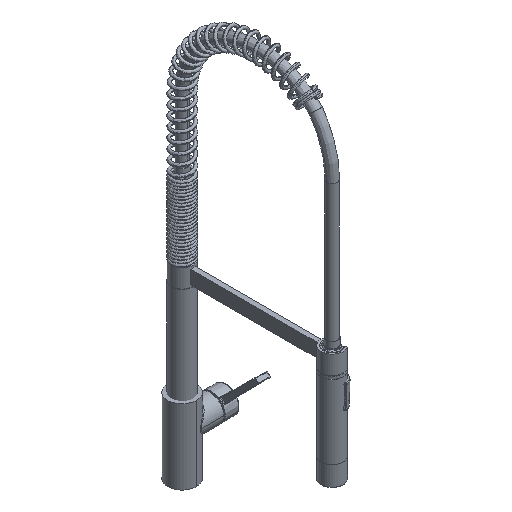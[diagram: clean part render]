
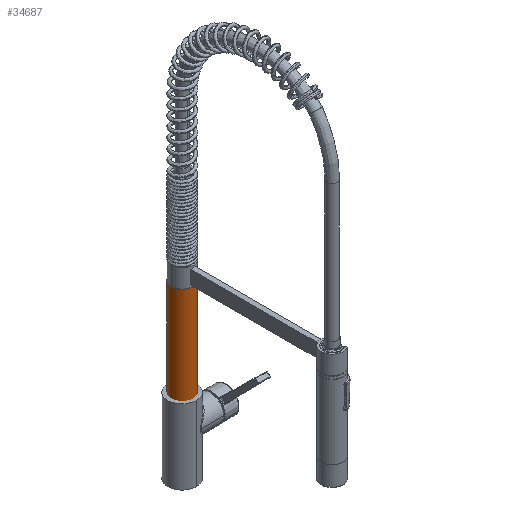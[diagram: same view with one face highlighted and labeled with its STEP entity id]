
A CAD part, isometric view. The second image highlights one B-rep face of the part: STEP entity #34687.
In plain terms, the highlighted cylindrical face has radius 17.4 mm (diameter 34.8 mm), a partial arc.
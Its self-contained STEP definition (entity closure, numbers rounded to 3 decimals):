
#960 = VERTEX_POINT ( 'NONE', #6756 ) ;
#3127 = CARTESIAN_POINT ( 'NONE',  ( 0., -274., 0. ) ) ;
#6646 = CARTESIAN_POINT ( 'NONE',  ( 0., 0., 17.4 ) ) ;
#6756 = CARTESIAN_POINT ( 'NONE',  ( 0., 0., -17.4 ) ) ;
#8036 = DIRECTION ( 'NONE',  ( 0., 1., 0. ) ) ;
#8046 = VECTOR ( 'NONE', #8036, 1000. ) ;
#8771 = CIRCLE ( 'NONE', #11680, 17.4 ) ;
#9439 = CIRCLE ( 'NONE', #31031, 17.4 ) ;
#11288 = CYLINDRICAL_SURFACE ( 'NONE', #23016, 17.4 ) ;
#11680 = AXIS2_PLACEMENT_3D ( 'NONE', #13510, #35480, #24705 ) ;
#12153 = CARTESIAN_POINT ( 'NONE',  ( 0., -274., -17.4 ) ) ;
#13510 = CARTESIAN_POINT ( 'NONE',  ( 0., 0., 0. ) ) ;
#14002 = VERTEX_POINT ( 'NONE', #12153 ) ;
#14643 = VERTEX_POINT ( 'NONE', #33480 ) ;
#15034 = CARTESIAN_POINT ( 'NONE',  ( 0., -274., -17.4 ) ) ;
#15377 = ORIENTED_EDGE ( 'NONE', *, *, #28708, .T. ) ;
#15709 = LINE ( 'NONE', #15034, #18251 ) ;
#16365 = EDGE_CURVE ( 'NONE', #14002, #960, #15709, .T. ) ;
#18251 = VECTOR ( 'NONE', #34815, 1000. ) ;
#21623 = ORIENTED_EDGE ( 'NONE', *, *, #16365, .F. ) ;
#21869 = CARTESIAN_POINT ( 'NONE',  ( 0., -274., 17.4 ) ) ;
#22043 = DIRECTION ( 'NONE',  ( 0., 1., 0. ) ) ;
#22113 = DIRECTION ( 'NONE',  ( 0., 0., 1. ) ) ;
#23016 = AXIS2_PLACEMENT_3D ( 'NONE', #25111, #35778, #22113 ) ;
#23532 = LINE ( 'NONE', #21869, #8046 ) ;
#24388 = EDGE_CURVE ( 'NONE', #14002, #14643, #9439, .T. ) ;
#24705 = DIRECTION ( 'NONE',  ( 0., 0., 1. ) ) ;
#24816 = ORIENTED_EDGE ( 'NONE', *, *, #32752, .F. ) ;
#25111 = CARTESIAN_POINT ( 'NONE',  ( 0., -274., 0. ) ) ;
#26170 = EDGE_LOOP ( 'NONE', ( #21623, #30204, #15377, #24816 ) ) ;
#27577 = VERTEX_POINT ( 'NONE', #6646 ) ;
#27698 = DIRECTION ( 'NONE',  ( 0., 0., 1. ) ) ;
#28067 = FACE_OUTER_BOUND ( 'NONE', #26170, .T. ) ;
#28708 = EDGE_CURVE ( 'NONE', #14643, #27577, #23532, .T. ) ;
#30204 = ORIENTED_EDGE ( 'NONE', *, *, #24388, .T. ) ;
#31031 = AXIS2_PLACEMENT_3D ( 'NONE', #3127, #22043, #27698 ) ;
#32752 = EDGE_CURVE ( 'NONE', #960, #27577, #8771, .T. ) ;
#33480 = CARTESIAN_POINT ( 'NONE',  ( 0., -274., 17.4 ) ) ;
#34687 = ADVANCED_FACE ( 'NONE', ( #28067 ), #11288, .T. ) ;
#34815 = DIRECTION ( 'NONE',  ( 0., 1., 0. ) ) ;
#35480 = DIRECTION ( 'NONE',  ( 0., 1., 0. ) ) ;
#35778 = DIRECTION ( 'NONE',  ( 0., 1., 0. ) ) ;
